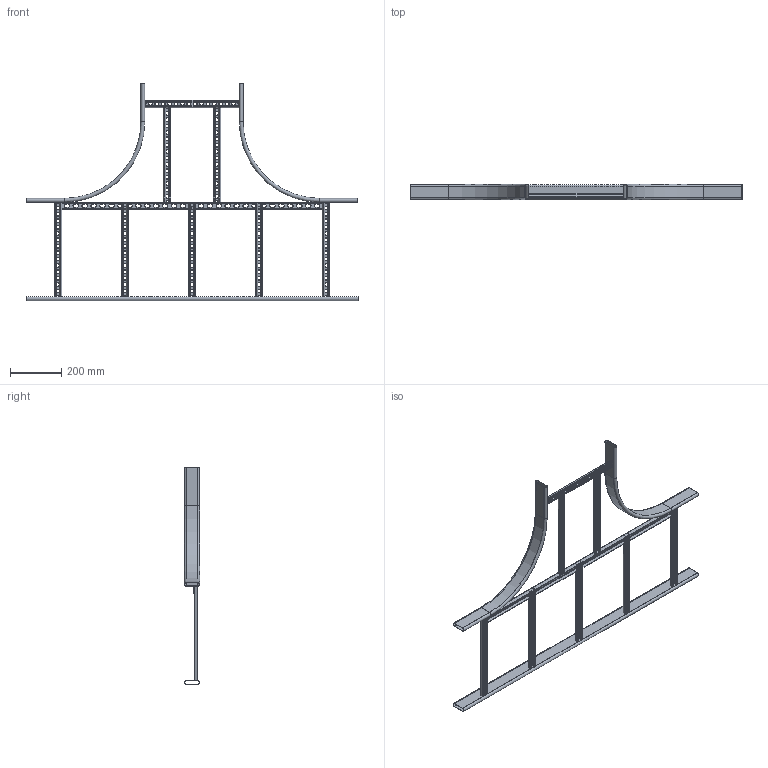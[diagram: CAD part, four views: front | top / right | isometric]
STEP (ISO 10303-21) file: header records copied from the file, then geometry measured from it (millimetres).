
FILE_DESCRIPTION (( 'STEP AP203' ), '1' );
FILE_NAME ('11-02-3001.STEP', '2013-06-18T10:52:16', ( 'asennus' ), ( '' ), 'SwSTEP 2.0', 'SolidWorks 2013', '' );
FILE_SCHEMA (( 'CONFIG_CONTROL_DESIGN' ));
Length unit declared in the file: millimetre
Products named in the file (1): 11-02-3001
Bounding box: 1300 x 60 x 850 mm (x, y, z)
Volume: 673186.6 mm3; surface area: 1257525.5 mm2
Topology: 12 solids, 12 shells, 1162 faces, 2958 edges, 1820 vertices
Faces by surface type: plane 696, cylinder 448, bspline 10, torus 8
Entity records: 35503 total; most frequent: CARTESIAN_POINT 6349, DIRECTION 6104, ORIENTED_EDGE 5916, EDGE_CURVE 2958, VECTOR 2038, LINE 2038, AXIS2_PLACEMENT_3D 2033, VERTEX_POINT 1820
